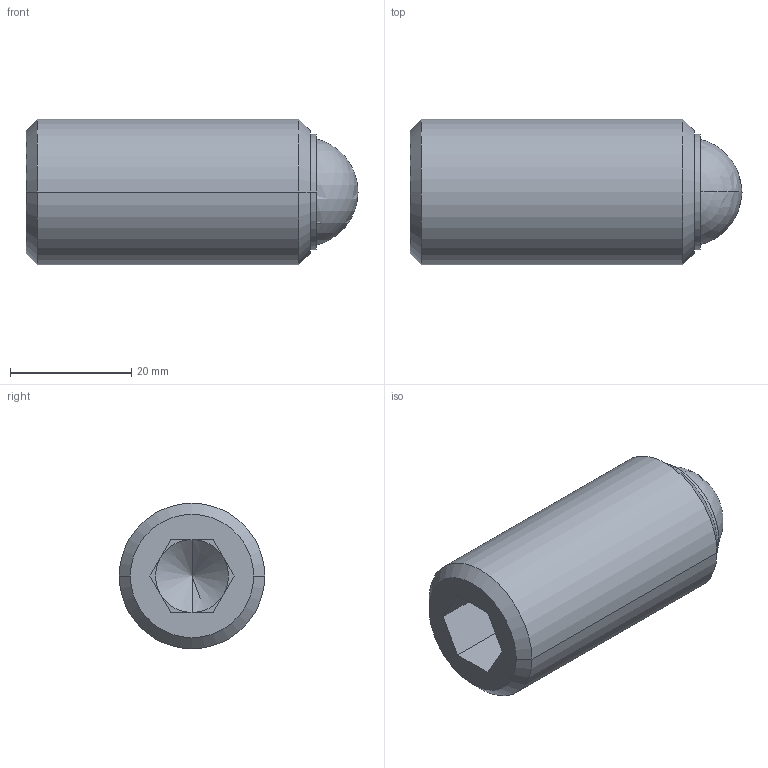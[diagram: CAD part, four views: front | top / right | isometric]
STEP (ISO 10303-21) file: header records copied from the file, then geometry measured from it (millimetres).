
FILE_DESCRIPTION( ( '' ), '1' );
FILE_NAME( 'K0383.12450_1.stp', '2012-10-31T10:20:38', ( '' ), ( '' ), ' ', ' ', ' ' );
FILE_SCHEMA( ( 'CONFIG_CONTROL_DESIGN' ) );
Length unit declared in the file: millimetre
Products named in the file (1): 1
Bounding box: 54.7 x 24 x 24 mm (x, y, z)
Volume: 20148 mm3; surface area: 5353.3 mm2
Topology: 1 solids, 1 shells, 29 faces, 67 edges, 37 vertices
Faces by surface type: plane 15, cone 6, cylinder 6, sphere 2
Entity records: 816 total; most frequent: DIRECTION 146, CARTESIAN_POINT 128, ORIENTED_EDGE 122, EDGE_CURVE 61, AXIS2_PLACEMENT_3D 55, VERTEX_POINT 37, LINE 36, VECTOR 36
